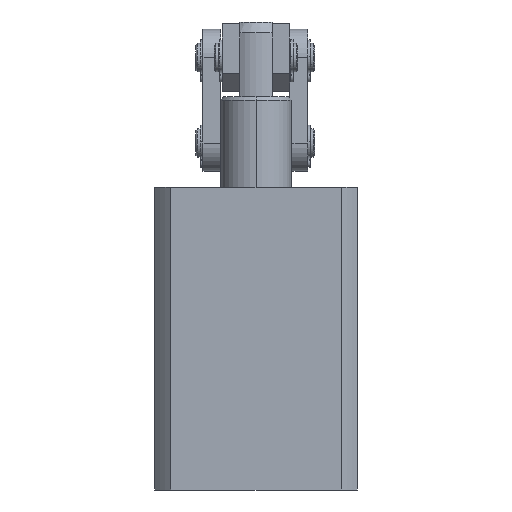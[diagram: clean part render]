
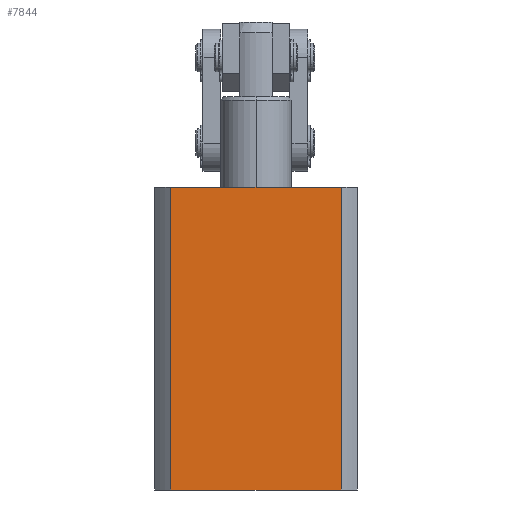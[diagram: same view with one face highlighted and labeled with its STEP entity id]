
A CAD part, front view. The second image highlights one B-rep face of the part: STEP entity #7844.
In plain terms, the highlighted planar face has unit normal (0, -1, 0).
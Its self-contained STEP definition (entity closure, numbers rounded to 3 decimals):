
#330 = FACE_OUTER_BOUND ( 'NONE', #6558, .T. ) ;
#760 = LINE ( 'NONE', #4583, #763 ) ;
#763 = VECTOR ( 'NONE', #4584, 1000. ) ;
#764 = LINE ( 'NONE', #4576, #766 ) ;
#766 = VECTOR ( 'NONE', #4577, 1000. ) ;
#775 = LINE ( 'NONE', #4598, #778 ) ;
#778 = VECTOR ( 'NONE', #4599, 1000. ) ;
#1575 = CARTESIAN_POINT ( 'NONE',  ( 0., -28.5, 0. ) ) ;
#1577 = DIRECTION ( 'NONE',  ( 1., 0., 0. ) ) ;
#2086 = CARTESIAN_POINT ( 'NONE',  ( -23.986, -28.5, 0. ) ) ;
#2154 = CARTESIAN_POINT ( 'NONE',  ( 23.986, -28.5, 85. ) ) ;
#2158 = CARTESIAN_POINT ( 'NONE',  ( -23.986, -28.5, 85. ) ) ;
#2675 = CARTESIAN_POINT ( 'NONE',  ( 0., -28.5, 85. ) ) ;
#2679 = PLANE ( 'NONE',  #3867 ) ;
#2682 = DIRECTION ( 'NONE',  ( 0., 1., 0. ) ) ;
#2683 = DIRECTION ( 'NONE',  ( 0., 0., 1. ) ) ;
#3504 = CARTESIAN_POINT ( 'NONE',  ( 23.986, -28.5, 0. ) ) ;
#3867 = AXIS2_PLACEMENT_3D ( 'NONE', #2675, #2682, #2683 ) ;
#4576 = CARTESIAN_POINT ( 'NONE',  ( 23.986, -28.5, 85. ) ) ;
#4577 = DIRECTION ( 'NONE',  ( 0., 0., -1. ) ) ;
#4583 = CARTESIAN_POINT ( 'NONE',  ( -23.986, -28.5, 85. ) ) ;
#4584 = DIRECTION ( 'NONE',  ( 0., 0., -1. ) ) ;
#4598 = CARTESIAN_POINT ( 'NONE',  ( 0., -28.5, 85. ) ) ;
#4599 = DIRECTION ( 'NONE',  ( 1., 0., 0. ) ) ;
#5412 = LINE ( 'NONE', #1575, #5415 ) ;
#5415 = VECTOR ( 'NONE', #1577, 1000. ) ;
#5759 = VERTEX_POINT ( 'NONE', #3504 ) ;
#5783 = VERTEX_POINT ( 'NONE', #2158 ) ;
#5784 = VERTEX_POINT ( 'NONE', #2154 ) ;
#5858 = VERTEX_POINT ( 'NONE', #2086 ) ;
#6072 = ORIENTED_EDGE ( 'NONE', *, *, #6952, .T. ) ;
#6073 = ORIENTED_EDGE ( 'NONE', *, *, #8747, .F. ) ;
#6074 = ORIENTED_EDGE ( 'NONE', *, *, #8753, .F. ) ;
#6075 = ORIENTED_EDGE ( 'NONE', *, *, #8745, .T. ) ;
#6558 = EDGE_LOOP ( 'NONE', ( #6072, #6073, #6074, #6075 ) ) ;
#6952 = EDGE_CURVE ( 'NONE', #5858, #5759, #5412, .T. ) ;
#7844 = ADVANCED_FACE ( 'NONE', ( #330 ), #2679, .F. ) ;
#8745 = EDGE_CURVE ( 'NONE', #5783, #5858, #760, .T. ) ;
#8747 = EDGE_CURVE ( 'NONE', #5784, #5759, #764, .T. ) ;
#8753 = EDGE_CURVE ( 'NONE', #5783, #5784, #775, .T. ) ;
